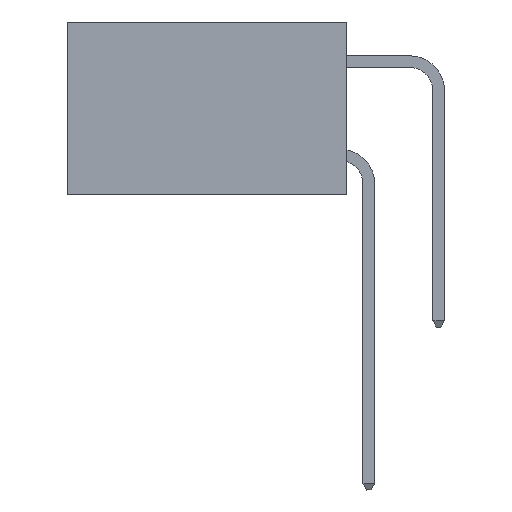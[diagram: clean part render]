
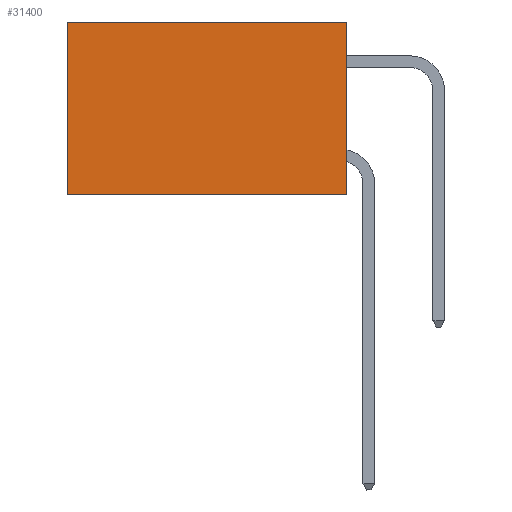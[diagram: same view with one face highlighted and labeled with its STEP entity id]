
A CAD part, left-side view. The second image highlights one B-rep face of the part: STEP entity #31400.
In plain terms, the highlighted planar face has unit normal (-1, 0, 0).
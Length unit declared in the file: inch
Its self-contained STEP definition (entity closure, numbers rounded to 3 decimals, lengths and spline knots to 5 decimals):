
#168 = LINE ( 'NONE', #31995, #13168 ) ;
#760 = ORIENTED_EDGE ( 'NONE', *, *, #20630, .T. ) ;
#1701 = CARTESIAN_POINT ( 'NONE',  ( 0.2875, 0., -0.37 ) ) ;
#1986 = VECTOR ( 'NONE', #18985, 39.37008 ) ;
#2438 = CARTESIAN_POINT ( 'NONE',  ( 0.2875, 0.6, 0. ) ) ;
#3354 = EDGE_CURVE ( 'NONE', #26216, #8921, #12376, .T. ) ;
#3589 = CARTESIAN_POINT ( 'NONE',  ( 0.2875, 0., 0. ) ) ;
#3957 = VERTEX_POINT ( 'NONE', #3589 ) ;
#4165 = EDGE_CURVE ( 'NONE', #3957, #26216, #168, .T. ) ;
#4320 = EDGE_CURVE ( 'NONE', #3957, #24126, #29565, .T. ) ;
#5753 = DIRECTION ( 'NONE',  ( 0., 1., 0. ) ) ;
#7773 = CARTESIAN_POINT ( 'NONE',  ( 0.2875, 0., 0. ) ) ;
#7914 = DIRECTION ( 'NONE',  ( 0., 0., -1. ) ) ;
#8921 = VERTEX_POINT ( 'NONE', #30711 ) ;
#10517 = DIRECTION ( 'NONE',  ( 0., 0., -1. ) ) ;
#10550 = VECTOR ( 'NONE', #7914, 39.37008 ) ;
#11393 = LINE ( 'NONE', #2438, #10550 ) ;
#11502 = VECTOR ( 'NONE', #5753, 39.37008 ) ;
#12376 = LINE ( 'NONE', #1701, #11502 ) ;
#13168 = VECTOR ( 'NONE', #21016, 39.37008 ) ;
#17407 = EDGE_LOOP ( 'NONE', ( #760, #20330, #17968, #26014 ) ) ;
#17740 = FACE_OUTER_BOUND ( 'NONE', #17407, .T. ) ;
#17968 = ORIENTED_EDGE ( 'NONE', *, *, #4165, .F. ) ;
#18985 = DIRECTION ( 'NONE',  ( 0., 1., 0. ) ) ;
#20330 = ORIENTED_EDGE ( 'NONE', *, *, #3354, .F. ) ;
#20336 = CARTESIAN_POINT ( 'NONE',  ( 0.2875, 0.6, 0. ) ) ;
#20630 = EDGE_CURVE ( 'NONE', #24126, #8921, #11393, .T. ) ;
#21016 = DIRECTION ( 'NONE',  ( 0., 0., -1. ) ) ;
#24126 = VERTEX_POINT ( 'NONE', #20336 ) ;
#26014 = ORIENTED_EDGE ( 'NONE', *, *, #4320, .T. ) ;
#26216 = VERTEX_POINT ( 'NONE', #29407 ) ;
#26898 = PLANE ( 'NONE',  #27280 ) ;
#27013 = DIRECTION ( 'NONE',  ( 1., 0., 0. ) ) ;
#27280 = AXIS2_PLACEMENT_3D ( 'NONE', #7773, #27013, #10517 ) ;
#29407 = CARTESIAN_POINT ( 'NONE',  ( 0.2875, 0., -0.37 ) ) ;
#29565 = LINE ( 'NONE', #35422, #1986 ) ;
#30711 = CARTESIAN_POINT ( 'NONE',  ( 0.2875, 0.6, -0.37 ) ) ;
#31400 = ADVANCED_FACE ( 'NONE', ( #17740 ), #26898, .F. ) ;
#31995 = CARTESIAN_POINT ( 'NONE',  ( 0.2875, 0., 0. ) ) ;
#35422 = CARTESIAN_POINT ( 'NONE',  ( 0.2875, 0., 0. ) ) ;
